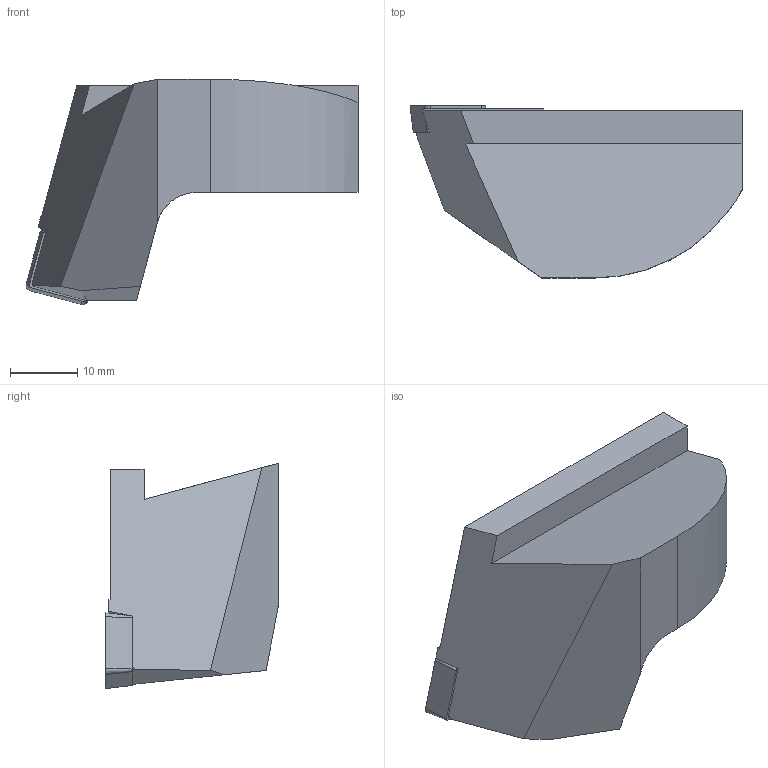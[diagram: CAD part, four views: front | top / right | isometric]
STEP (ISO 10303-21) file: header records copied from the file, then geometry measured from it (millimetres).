
FILE_DESCRIPTION(/* description */ (''),/* implementation_level */ '2;1');
FILE_NAME(/* name */ '1560774922212.stp',/* time_stamp */ '2019-06-17T14:35:25+02:00',/* author */ (''),/* organization */ ('SMS'),/* preprocessor_version */ 'ST-DEVELOPER v15',/* originating_system */ 'SIEMENS PLM Software NX 8.5',/* authorisation */ '');
FILE_SCHEMA (('AUTOMOTIVE_DESIGN { 1 0 10303 214 3 1 1 1 }'));
Length unit declared in the file: millimetre
Products named in the file (4): IsoTurningInsert; ASSEMBLY_CONSTRUCTION; 202348048mod000_00; 111150955mod000_01
Assembly tree (3 placements, depth 2):
  111150955mod000_01
    202348048mod000_00
    ASSEMBLY_CONSTRUCTION
    IsoTurningInsert
Bounding box: 49.5 x 25.7 x 33.59 mm (x, y, z)
Volume: 17301.4 mm3; surface area: 5305.2 mm2
Topology: 2 solids, 2 shells, 42 faces, 110 edges, 79 vertices
Faces by surface type: plane 27, cone 6, cylinder 5, torus 4
Full cylindrical faces by diameter (mm): 4.4 x2
Entity records: 1470 total; most frequent: CARTESIAN_POINT 287, DIRECTION 228, ORIENTED_EDGE 196, EDGE_CURVE 98, AXIS2_PLACEMENT_3D 78, LINE 72, VECTOR 72, VERTEX_POINT 69
